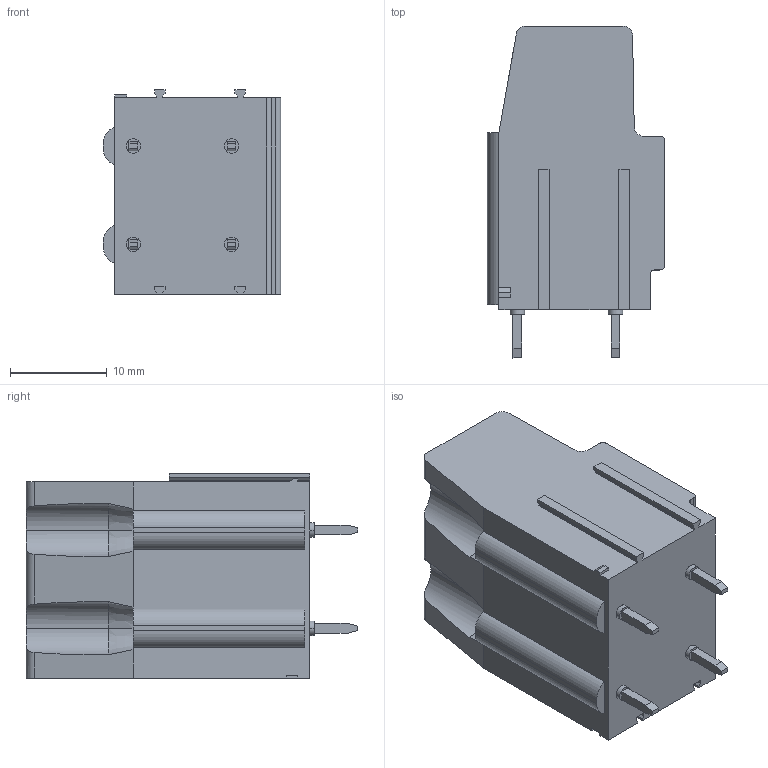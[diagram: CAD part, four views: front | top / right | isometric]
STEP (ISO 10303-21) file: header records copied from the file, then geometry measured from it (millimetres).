
FILE_DESCRIPTION(('SolidDesigner STEP Export'),'2;1');
FILE_NAME('mkdsp_10n-2-10.16.stp','2009-05-19T15:00:49',(''),(''),'CoCreate Modeling STEP processor for AP214 (Solid Model)','CoCreate Modeling 16.00A 16-Aug-2008 (C) Parametric Technology GmbH','');
FILE_SCHEMA(('AUTOMOTIVE_DESIGN { 1 0 10303 214 1 1 1 1 }'));
Length unit declared in the file: millimetre
Products named in the file (2): mkdsp_10n-2-10.16
Assembly tree (1 placements, depth 2):
  mkdsp_10n-2-10.16
    mkdsp_10n-2-10.16
Bounding box: 18.35 x 34.3 x 21.18 mm (x, y, z)
Volume: 8174.8 mm3; surface area: 3644.4 mm2
Topology: 1 solids, 1 shells, 250 faces, 638 edges, 410 vertices
Faces by surface type: plane 172, cylinder 66, cone 12
Entity records: 9277 total; most frequent: CARTESIAN_POINT 1362, ORIENTED_EDGE 1276, DIRECTION 1142, EDGE_CURVE 638, VECTOR 450, LINE 450, VERTEX_POINT 410, AXIS2_PLACEMENT_3D 346
